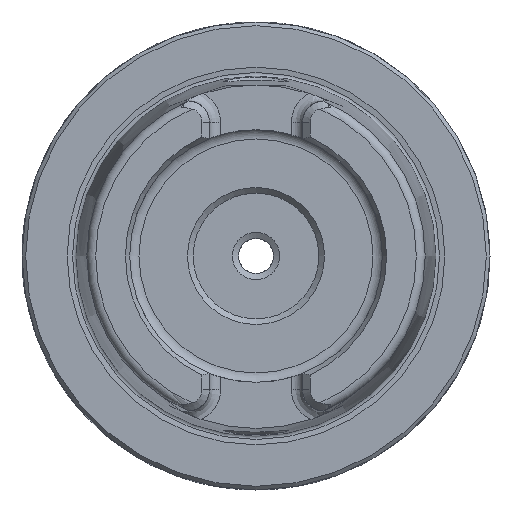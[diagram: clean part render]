
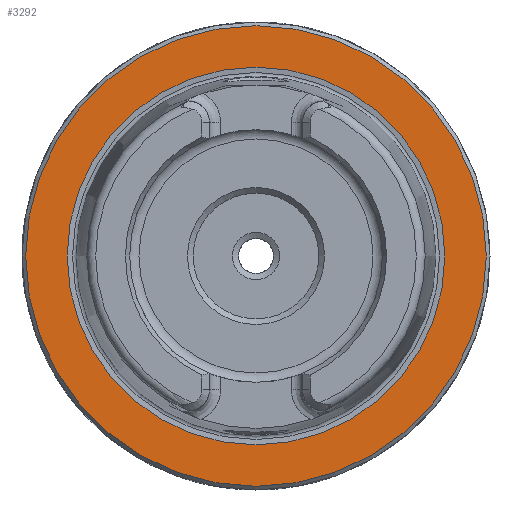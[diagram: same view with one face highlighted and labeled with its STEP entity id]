
A CAD part, left-side view. The second image highlights one B-rep face of the part: STEP entity #3292.
In plain terms, the highlighted planar face has unit normal (-1, 0, 0).
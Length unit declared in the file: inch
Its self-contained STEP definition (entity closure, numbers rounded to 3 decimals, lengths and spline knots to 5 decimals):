
#3258=CARTESIAN_POINT('',(0.0,31.,0.));
#3259=VERTEX_POINT('',#3258);
#3260=CARTESIAN_POINT('',(0.0,0.0,0.0));
#3261=DIRECTION('',(1.0,0.0,0.0));
#3262=DIRECTION('',(0.0,-1.0,0.0));
#3263=AXIS2_PLACEMENT_3D('',#3260,#3261,#3262);
#3264=CIRCLE('',#3263,31.);
#3265=EDGE_CURVE('',#3259,#3259,#3264,.T.);
#3273=CARTESIAN_POINT('',(0.0,15.75,0.0));
#3274=DIRECTION('',(-1.0,0.0,0.0));
#3275=DIRECTION('',(0.0,0.0,1.0));
#3276=AXIS2_PLACEMENT_3D('',#3273,#3274,#3275);
#3277=PLANE('',#3276);
#3278=ORIENTED_EDGE('',*,*,#3265,.F.);
#3279=EDGE_LOOP('',(#3278));
#3280=FACE_OUTER_BOUND('',#3279,.T.);
#3281=CARTESIAN_POINT('',(0.0,25.42043,0.0));
#3282=VERTEX_POINT('',#3281);
#3283=CARTESIAN_POINT('',(0.0,0.0,0.0));
#3284=DIRECTION('',(1.0,0.0,0.0));
#3285=DIRECTION('',(0.0,1.0,0.0));
#3286=AXIS2_PLACEMENT_3D('',#3283,#3284,#3285);
#3287=CIRCLE('',#3286,25.42043);
#3288=EDGE_CURVE('',#3282,#3282,#3287,.T.);
#3289=ORIENTED_EDGE('',*,*,#3288,.T.);
#3290=EDGE_LOOP('',(#3289));
#3291=FACE_BOUND('',#3290,.T.);
#3292=ADVANCED_FACE('',(#3280,#3291),#3277,.T.);
